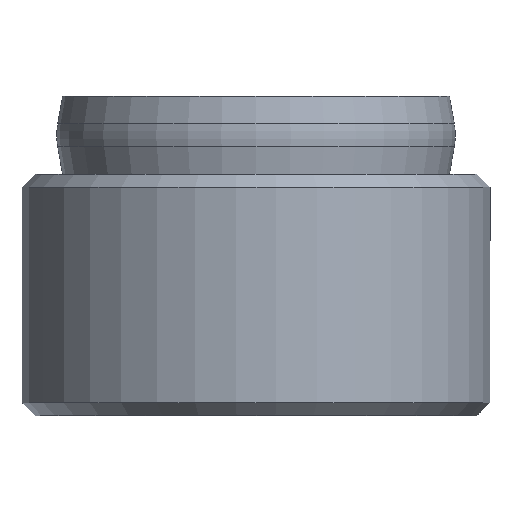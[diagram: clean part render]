
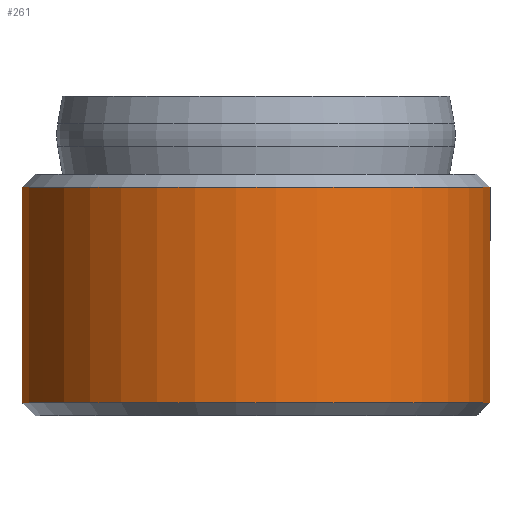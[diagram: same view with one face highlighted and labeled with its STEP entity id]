
A CAD part, front view. The second image highlights one B-rep face of the part: STEP entity #261.
In plain terms, the highlighted cylindrical face has radius 18 mm (diameter 36 mm), a full revolution.
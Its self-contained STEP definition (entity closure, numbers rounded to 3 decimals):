
#31=CYLINDRICAL_SURFACE('',#297,18.);
#37=FACE_OUTER_BOUND('',#57,.T.);
#57=EDGE_LOOP('',(#188,#189,#190,#191));
#82=LINE('',#439,#95);
#95=VECTOR('',#347,18.);
#107=CIRCLE('',#295,18.);
#109=CIRCLE('',#298,18.);
#127=VERTEX_POINT('',#431);
#129=VERTEX_POINT('',#437);
#149=EDGE_CURVE('',#127,#127,#107,.T.);
#152=EDGE_CURVE('',#129,#129,#109,.T.);
#153=EDGE_CURVE('',#129,#127,#82,.T.);
#188=ORIENTED_EDGE('',*,*,#152,.F.);
#189=ORIENTED_EDGE('',*,*,#153,.T.);
#190=ORIENTED_EDGE('',*,*,#149,.F.);
#191=ORIENTED_EDGE('',*,*,#153,.F.);
#261=ADVANCED_FACE('',(#37),#31,.T.);
#295=AXIS2_PLACEMENT_3D('',#432,#338,#339);
#297=AXIS2_PLACEMENT_3D('',#436,#343,#344);
#298=AXIS2_PLACEMENT_3D('',#438,#345,#346);
#338=DIRECTION('center_axis',(0.,0.,-1.));
#339=DIRECTION('ref_axis',(-0.966,-0.259,0.));
#343=DIRECTION('center_axis',(0.,0.,1.));
#344=DIRECTION('ref_axis',(-0.966,-0.259,0.));
#345=DIRECTION('center_axis',(0.,0.,1.));
#346=DIRECTION('ref_axis',(-0.966,-0.259,0.));
#347=DIRECTION('',(0.,0.,-1.));
#431=CARTESIAN_POINT('',(17.387,4.659,1.));
#432=CARTESIAN_POINT('Origin',(0.,0.,1.));
#436=CARTESIAN_POINT('Origin',(0.,0.,1.));
#437=CARTESIAN_POINT('',(17.387,4.659,17.5));
#438=CARTESIAN_POINT('Origin',(0.,0.,17.5));
#439=CARTESIAN_POINT('',(17.387,4.659,1.));
